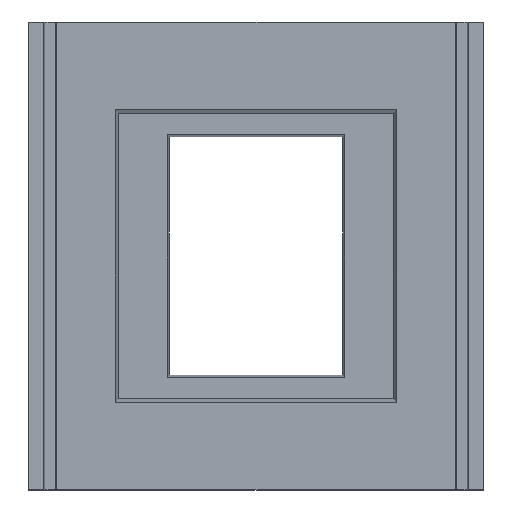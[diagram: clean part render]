
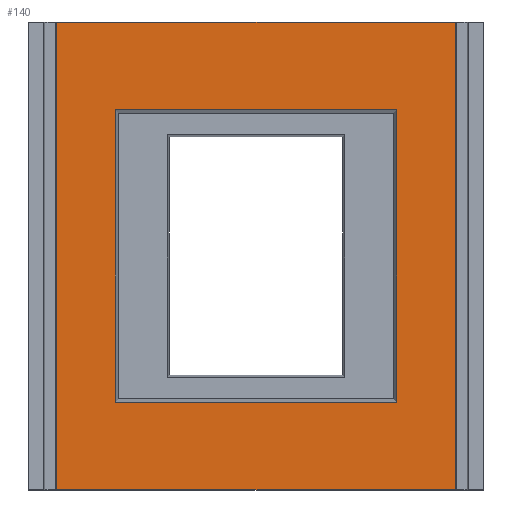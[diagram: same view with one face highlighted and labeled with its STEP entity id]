
A CAD part, top view. The second image highlights one B-rep face of the part: STEP entity #140.
In plain terms, the highlighted planar face has unit normal (0, 0, 1).
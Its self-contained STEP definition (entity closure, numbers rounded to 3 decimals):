
#2 = EDGE_CURVE ( 'NONE', #410, #41, #344, .T. ) ;
#8 = CARTESIAN_POINT ( 'NONE',  ( -1050., 2160., 80. ) ) ;
#10 = DIRECTION ( 'NONE',  ( 1., 0., 0. ) ) ;
#34 = EDGE_CURVE ( 'NONE', #51, #520, #465, .T. ) ;
#41 = VERTEX_POINT ( 'NONE', #732 ) ;
#51 = VERTEX_POINT ( 'NONE', #254 ) ;
#52 = DIRECTION ( 'NONE',  ( 0., 0., -1. ) ) ;
#57 = VECTOR ( 'NONE', #503, 1000. ) ;
#77 = VERTEX_POINT ( 'NONE', #429 ) ;
#100 = EDGE_CURVE ( 'NONE', #559, #41, #509, .T. ) ;
#110 = PLANE ( 'NONE',  #539 ) ;
#119 = VECTOR ( 'NONE', #642, 1000. ) ;
#121 = EDGE_LOOP ( 'NONE', ( #244, #337, #719, #680 ) ) ;
#133 = CARTESIAN_POINT ( 'NONE',  ( -920., 0., 80. ) ) ;
#140 = ADVANCED_FACE ( 'NONE', ( #416, #351 ), #110, .F. ) ;
#141 = CARTESIAN_POINT ( 'NONE',  ( -650., 405., 80. ) ) ;
#174 = DIRECTION ( 'NONE',  ( 1., 0., 0. ) ) ;
#182 = CARTESIAN_POINT ( 'NONE',  ( 920., 2160., 80. ) ) ;
#202 = DIRECTION ( 'NONE',  ( 0., 1., 0. ) ) ;
#226 = EDGE_CURVE ( 'NONE', #762, #410, #227, .T. ) ;
#227 = LINE ( 'NONE', #697, #259 ) ;
#244 = ORIENTED_EDGE ( 'NONE', *, *, #364, .F. ) ;
#254 = CARTESIAN_POINT ( 'NONE',  ( 650., 405., 80. ) ) ;
#259 = VECTOR ( 'NONE', #338, 1000. ) ;
#272 = DIRECTION ( 'NONE',  ( -1., 0., 0. ) ) ;
#282 = DIRECTION ( 'NONE',  ( 0., -1., 0. ) ) ;
#294 = LINE ( 'NONE', #8, #656 ) ;
#300 = EDGE_CURVE ( 'NONE', #520, #77, #567, .T. ) ;
#305 = VECTOR ( 'NONE', #202, 1000. ) ;
#315 = ORIENTED_EDGE ( 'NONE', *, *, #2, .T. ) ;
#337 = ORIENTED_EDGE ( 'NONE', *, *, #735, .F. ) ;
#338 = DIRECTION ( 'NONE',  ( 0., -1., 0. ) ) ;
#344 = LINE ( 'NONE', #663, #640 ) ;
#351 = FACE_BOUND ( 'NONE', #121, .T. ) ;
#364 = EDGE_CURVE ( 'NONE', #602, #51, #689, .T. ) ;
#376 = CARTESIAN_POINT ( 'NONE',  ( 650., 405., 80. ) ) ;
#410 = VERTEX_POINT ( 'NONE', #133 ) ;
#416 = FACE_OUTER_BOUND ( 'NONE', #428, .T. ) ;
#428 = EDGE_LOOP ( 'NONE', ( #315, #472, #558, #641 ) ) ;
#429 = CARTESIAN_POINT ( 'NONE',  ( -650., 1755., 80. ) ) ;
#459 = CARTESIAN_POINT ( 'NONE',  ( -1050., 2160., 80. ) ) ;
#463 = CARTESIAN_POINT ( 'NONE',  ( -650., 405., 80. ) ) ;
#465 = LINE ( 'NONE', #376, #305 ) ;
#472 = ORIENTED_EDGE ( 'NONE', *, *, #100, .F. ) ;
#485 = CARTESIAN_POINT ( 'NONE',  ( -650., 405., 80. ) ) ;
#497 = CARTESIAN_POINT ( 'NONE',  ( -920., 2160., 80. ) ) ;
#503 = DIRECTION ( 'NONE',  ( 0., -1., 0. ) ) ;
#509 = LINE ( 'NONE', #759, #639 ) ;
#520 = VERTEX_POINT ( 'NONE', #652 ) ;
#533 = VECTOR ( 'NONE', #174, 1000. ) ;
#539 = AXIS2_PLACEMENT_3D ( 'NONE', #459, #52, #272 ) ;
#553 = EDGE_CURVE ( 'NONE', #762, #559, #294, .T. ) ;
#558 = ORIENTED_EDGE ( 'NONE', *, *, #553, .F. ) ;
#559 = VERTEX_POINT ( 'NONE', #182 ) ;
#567 = LINE ( 'NONE', #649, #119 ) ;
#602 = VERTEX_POINT ( 'NONE', #141 ) ;
#639 = VECTOR ( 'NONE', #282, 1000. ) ;
#640 = VECTOR ( 'NONE', #733, 1000. ) ;
#641 = ORIENTED_EDGE ( 'NONE', *, *, #226, .T. ) ;
#642 = DIRECTION ( 'NONE',  ( -1., 0., 0. ) ) ;
#649 = CARTESIAN_POINT ( 'NONE',  ( -650., 1755., 80. ) ) ;
#652 = CARTESIAN_POINT ( 'NONE',  ( 650., 1755., 80. ) ) ;
#656 = VECTOR ( 'NONE', #10, 1000. ) ;
#663 = CARTESIAN_POINT ( 'NONE',  ( -1050., 0., 80. ) ) ;
#680 = ORIENTED_EDGE ( 'NONE', *, *, #34, .F. ) ;
#689 = LINE ( 'NONE', #463, #533 ) ;
#697 = CARTESIAN_POINT ( 'NONE',  ( -920., 2160., 80. ) ) ;
#715 = LINE ( 'NONE', #485, #57 ) ;
#719 = ORIENTED_EDGE ( 'NONE', *, *, #300, .F. ) ;
#732 = CARTESIAN_POINT ( 'NONE',  ( 920., 0., 80. ) ) ;
#733 = DIRECTION ( 'NONE',  ( 1., 0., 0. ) ) ;
#735 = EDGE_CURVE ( 'NONE', #77, #602, #715, .T. ) ;
#759 = CARTESIAN_POINT ( 'NONE',  ( 920., 2160., 80. ) ) ;
#762 = VERTEX_POINT ( 'NONE', #497 ) ;
